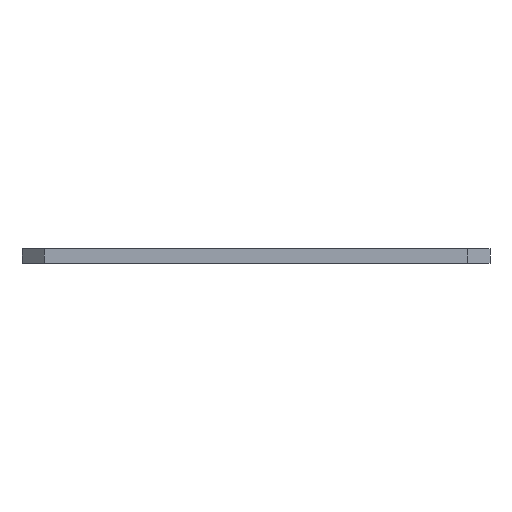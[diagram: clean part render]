
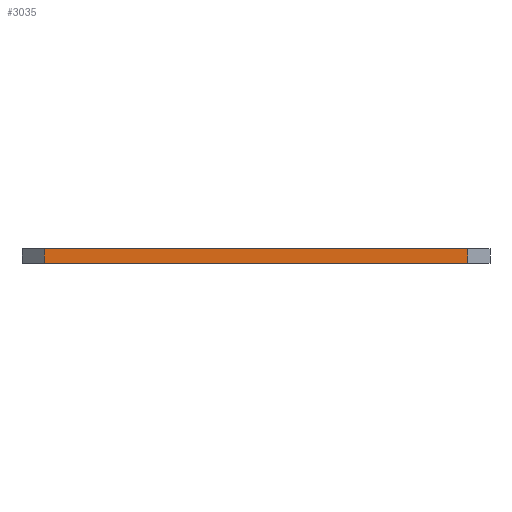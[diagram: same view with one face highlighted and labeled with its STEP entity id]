
A CAD part, front view. The second image highlights one B-rep face of the part: STEP entity #3035.
In plain terms, the highlighted planar face has unit normal (0, -1, 0).
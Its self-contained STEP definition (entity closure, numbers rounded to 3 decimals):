
#83 = PLANE('',#84);
#84 = AXIS2_PLACEMENT_3D('',#85,#86,#87);
#85 = CARTESIAN_POINT('',(148.642,-105.274,1.6));
#86 = DIRECTION('',(-0.,-0.,-1.));
#87 = DIRECTION('',(-1.,0.,0.));
#137 = PLANE('',#138);
#138 = AXIS2_PLACEMENT_3D('',#139,#140,#141);
#139 = CARTESIAN_POINT('',(148.642,-105.274,0.));
#140 = DIRECTION('',(-0.,-0.,-1.));
#141 = DIRECTION('',(-1.,0.,0.));
#170 = PLANE('',#171);
#171 = AXIS2_PLACEMENT_3D('',#172,#173,#174);
#172 = CARTESIAN_POINT('',(124.371,-134.849,0.));
#173 = DIRECTION('',(-0.707,-0.707,0.));
#174 = DIRECTION('',(-0.707,0.707,0.));
#442 = VERTEX_POINT('',#443);
#443 = CARTESIAN_POINT('',(172.631,-134.849,0.));
#457 = PLANE('',#458);
#458 = AXIS2_PLACEMENT_3D('',#459,#460,#461);
#459 = CARTESIAN_POINT('',(175.171,-132.309,0.));
#460 = DIRECTION('',(0.707,-0.707,0.));
#461 = DIRECTION('',(-0.707,-0.707,0.));
#469 = EDGE_CURVE('',#442,#470,#472,.T.);
#470 = VERTEX_POINT('',#471);
#471 = CARTESIAN_POINT('',(124.371,-134.849,0.));
#472 = SURFACE_CURVE('',#473,(#477,#484),.PCURVE_S1.);
#473 = LINE('',#474,#475);
#474 = CARTESIAN_POINT('',(172.631,-134.849,0.));
#475 = VECTOR('',#476,1.);
#476 = DIRECTION('',(-1.,0.,0.));
#477 = PCURVE('',#137,#478);
#478 = DEFINITIONAL_REPRESENTATION('',(#479),#483);
#479 = LINE('',#480,#481);
#480 = CARTESIAN_POINT('',(-23.989,-29.574));
#481 = VECTOR('',#482,1.);
#482 = DIRECTION('',(1.,0.));
#483 = ( GEOMETRIC_REPRESENTATION_CONTEXT(2) 
PARAMETRIC_REPRESENTATION_CONTEXT() REPRESENTATION_CONTEXT('2D SPACE',''
  ) );
#484 = PCURVE('',#485,#490);
#485 = PLANE('',#486);
#486 = AXIS2_PLACEMENT_3D('',#487,#488,#489);
#487 = CARTESIAN_POINT('',(172.631,-134.849,0.));
#488 = DIRECTION('',(0.,-1.,0.));
#489 = DIRECTION('',(-1.,0.,0.));
#490 = DEFINITIONAL_REPRESENTATION('',(#491),#495);
#491 = LINE('',#492,#493);
#492 = CARTESIAN_POINT('',(0.,-0.));
#493 = VECTOR('',#494,1.);
#494 = DIRECTION('',(1.,0.));
#495 = ( GEOMETRIC_REPRESENTATION_CONTEXT(2) 
PARAMETRIC_REPRESENTATION_CONTEXT() REPRESENTATION_CONTEXT('2D SPACE',''
  ) );
#1865 = VERTEX_POINT('',#1866);
#1866 = CARTESIAN_POINT('',(172.631,-134.849,1.6));
#1887 = EDGE_CURVE('',#1865,#1888,#1890,.T.);
#1888 = VERTEX_POINT('',#1889);
#1889 = CARTESIAN_POINT('',(124.371,-134.849,1.6));
#1890 = SURFACE_CURVE('',#1891,(#1895,#1902),.PCURVE_S1.);
#1891 = LINE('',#1892,#1893);
#1892 = CARTESIAN_POINT('',(172.631,-134.849,1.6));
#1893 = VECTOR('',#1894,1.);
#1894 = DIRECTION('',(-1.,0.,0.));
#1895 = PCURVE('',#83,#1896);
#1896 = DEFINITIONAL_REPRESENTATION('',(#1897),#1901);
#1897 = LINE('',#1898,#1899);
#1898 = CARTESIAN_POINT('',(-23.989,-29.574));
#1899 = VECTOR('',#1900,1.);
#1900 = DIRECTION('',(1.,0.));
#1901 = ( GEOMETRIC_REPRESENTATION_CONTEXT(2) 
PARAMETRIC_REPRESENTATION_CONTEXT() REPRESENTATION_CONTEXT('2D SPACE',''
  ) );
#1902 = PCURVE('',#485,#1903);
#1903 = DEFINITIONAL_REPRESENTATION('',(#1904),#1908);
#1904 = LINE('',#1905,#1906);
#1905 = CARTESIAN_POINT('',(0.,-1.6));
#1906 = VECTOR('',#1907,1.);
#1907 = DIRECTION('',(1.,0.));
#1908 = ( GEOMETRIC_REPRESENTATION_CONTEXT(2) 
PARAMETRIC_REPRESENTATION_CONTEXT() REPRESENTATION_CONTEXT('2D SPACE',''
  ) );
#2985 = EDGE_CURVE('',#470,#1888,#2986,.T.);
#2986 = SURFACE_CURVE('',#2987,(#2991,#2998),.PCURVE_S1.);
#2987 = LINE('',#2988,#2989);
#2988 = CARTESIAN_POINT('',(124.371,-134.849,0.));
#2989 = VECTOR('',#2990,1.);
#2990 = DIRECTION('',(0.,0.,1.));
#2991 = PCURVE('',#170,#2992);
#2992 = DEFINITIONAL_REPRESENTATION('',(#2993),#2997);
#2993 = LINE('',#2994,#2995);
#2994 = CARTESIAN_POINT('',(0.,0.));
#2995 = VECTOR('',#2996,1.);
#2996 = DIRECTION('',(0.,-1.));
#2997 = ( GEOMETRIC_REPRESENTATION_CONTEXT(2) 
PARAMETRIC_REPRESENTATION_CONTEXT() REPRESENTATION_CONTEXT('2D SPACE',''
  ) );
#2998 = PCURVE('',#485,#2999);
#2999 = DEFINITIONAL_REPRESENTATION('',(#3000),#3004);
#3000 = LINE('',#3001,#3002);
#3001 = CARTESIAN_POINT('',(48.26,0.));
#3002 = VECTOR('',#3003,1.);
#3003 = DIRECTION('',(0.,-1.));
#3004 = ( GEOMETRIC_REPRESENTATION_CONTEXT(2) 
PARAMETRIC_REPRESENTATION_CONTEXT() REPRESENTATION_CONTEXT('2D SPACE',''
  ) );
#3035 = ADVANCED_FACE('',(#3036),#485,.T.);
#3036 = FACE_BOUND('',#3037,.T.);
#3037 = EDGE_LOOP('',(#3038,#3059,#3060,#3061));
#3038 = ORIENTED_EDGE('',*,*,#3039,.T.);
#3039 = EDGE_CURVE('',#442,#1865,#3040,.T.);
#3040 = SURFACE_CURVE('',#3041,(#3045,#3052),.PCURVE_S1.);
#3041 = LINE('',#3042,#3043);
#3042 = CARTESIAN_POINT('',(172.631,-134.849,0.));
#3043 = VECTOR('',#3044,1.);
#3044 = DIRECTION('',(0.,0.,1.));
#3045 = PCURVE('',#485,#3046);
#3046 = DEFINITIONAL_REPRESENTATION('',(#3047),#3051);
#3047 = LINE('',#3048,#3049);
#3048 = CARTESIAN_POINT('',(0.,-0.));
#3049 = VECTOR('',#3050,1.);
#3050 = DIRECTION('',(0.,-1.));
#3051 = ( GEOMETRIC_REPRESENTATION_CONTEXT(2) 
PARAMETRIC_REPRESENTATION_CONTEXT() REPRESENTATION_CONTEXT('2D SPACE',''
  ) );
#3052 = PCURVE('',#457,#3053);
#3053 = DEFINITIONAL_REPRESENTATION('',(#3054),#3058);
#3054 = LINE('',#3055,#3056);
#3055 = CARTESIAN_POINT('',(3.592,0.));
#3056 = VECTOR('',#3057,1.);
#3057 = DIRECTION('',(0.,-1.));
#3058 = ( GEOMETRIC_REPRESENTATION_CONTEXT(2) 
PARAMETRIC_REPRESENTATION_CONTEXT() REPRESENTATION_CONTEXT('2D SPACE',''
  ) );
#3059 = ORIENTED_EDGE('',*,*,#1887,.T.);
#3060 = ORIENTED_EDGE('',*,*,#2985,.F.);
#3061 = ORIENTED_EDGE('',*,*,#469,.F.);
